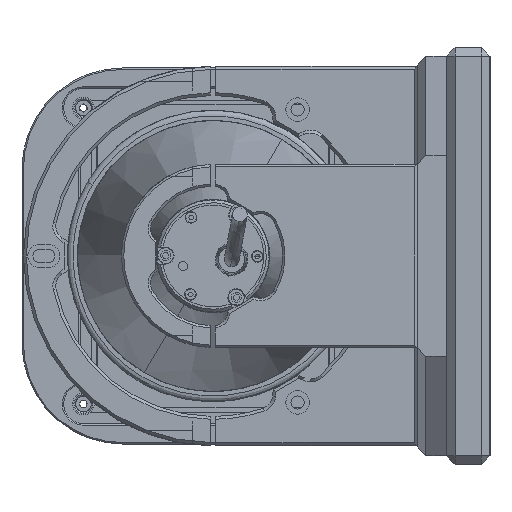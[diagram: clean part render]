
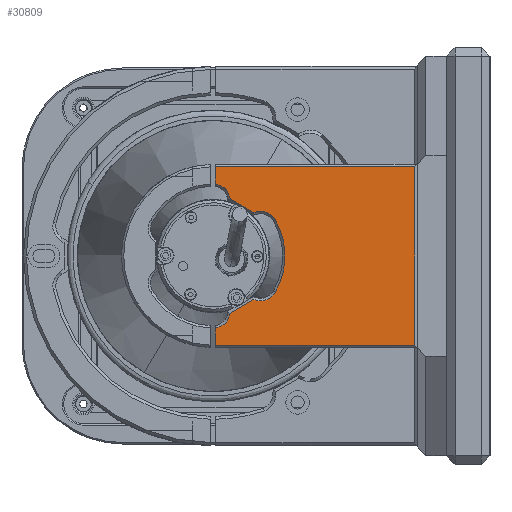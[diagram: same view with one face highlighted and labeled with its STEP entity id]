
A CAD part, left-side view. The second image highlights one B-rep face of the part: STEP entity #30809.
In plain terms, the highlighted planar face has unit normal (-1, 0, 0).
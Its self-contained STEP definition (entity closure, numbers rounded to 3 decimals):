
#344 = DIRECTION ( 'NONE',  ( 0., 0., 1. ) ) ;
#689 = DIRECTION ( 'NONE',  ( 0., 0., 1. ) ) ;
#2198 = VERTEX_POINT ( 'NONE', #32424 ) ;
#2382 = EDGE_LOOP ( 'NONE', ( #27999, #44008, #38021, #8273, #19121, #39923, #34331, #17702, #32224, #30573, #46666, #16833, #23275 ) ) ;
#2609 = DIRECTION ( 'NONE',  ( 1., 0., 0. ) ) ;
#3156 = DIRECTION ( 'NONE',  ( 0., 0., 1. ) ) ;
#3705 = CARTESIAN_POINT ( 'NONE',  ( -601.469, 80., -30.6 ) ) ;
#5580 = CARTESIAN_POINT ( 'NONE',  ( -601.469, 65.956, -14.87 ) ) ;
#6233 = AXIS2_PLACEMENT_3D ( 'NONE', #24494, #2609, #28148 ) ;
#6347 = EDGE_CURVE ( 'NONE', #26159, #32257, #12608, .T. ) ;
#7069 = CARTESIAN_POINT ( 'NONE',  ( -601.469, 79.25, 0. ) ) ;
#7925 = CARTESIAN_POINT ( 'NONE',  ( -601.469, 10.8, -30.6 ) ) ;
#8068 = CARTESIAN_POINT ( 'NONE',  ( -601.469, 74.144, 19.598 ) ) ;
#8273 = ORIENTED_EDGE ( 'NONE', *, *, #18387, .T. ) ;
#9372 = CARTESIAN_POINT ( 'NONE',  ( -601.469, 79.25, 0. ) ) ;
#9439 = DIRECTION ( 'NONE',  ( -1., 0., 0. ) ) ;
#9538 = DIRECTION ( 'NONE',  ( 1., 0., 0. ) ) ;
#10491 = CARTESIAN_POINT ( 'NONE',  ( -601.469, 80., 30.6 ) ) ;
#10739 = DIRECTION ( 'NONE',  ( 0., 0., -1. ) ) ;
#11454 = EDGE_CURVE ( 'NONE', #32753, #25703, #41159, .T. ) ;
#12248 = LINE ( 'NONE', #22606, #30523 ) ;
#12432 = AXIS2_PLACEMENT_3D ( 'NONE', #20128, #45720, #23841 ) ;
#12608 = CIRCLE ( 'NONE', #20400, 24.7 ) ;
#13913 = VERTEX_POINT ( 'NONE', #25756 ) ;
#14199 = DIRECTION ( 'NONE',  ( 0., 1., 0. ) ) ;
#14231 = LINE ( 'NONE', #7069, #23959 ) ;
#14690 = VECTOR ( 'NONE', #29928, 1000. ) ;
#14965 = CIRCLE ( 'NONE', #28493, 5.8 ) ;
#15826 = LINE ( 'NONE', #8068, #14690 ) ;
#16664 = PLANE ( 'NONE',  #32234 ) ;
#16833 = ORIENTED_EDGE ( 'NONE', *, *, #21351, .T. ) ;
#17360 = CARTESIAN_POINT ( 'NONE',  ( -601.469, 79.25, -24.663 ) ) ;
#17702 = ORIENTED_EDGE ( 'NONE', *, *, #26284, .T. ) ;
#17757 = VECTOR ( 'NONE', #34815, 1000. ) ;
#18387 = EDGE_CURVE ( 'NONE', #32257, #36170, #30613, .T. ) ;
#19121 = ORIENTED_EDGE ( 'NONE', *, *, #23713, .T. ) ;
#19711 = DIRECTION ( 'NONE',  ( 1., 0., 0. ) ) ;
#19867 = VERTEX_POINT ( 'NONE', #27044 ) ;
#20128 = CARTESIAN_POINT ( 'NONE',  ( -601.469, 79.902, -18.9 ) ) ;
#20400 = AXIS2_PLACEMENT_3D ( 'NONE', #46949, #25032, #3156 ) ;
#20552 = FACE_OUTER_BOUND ( 'NONE', #2382, .T. ) ;
#21351 = EDGE_CURVE ( 'NONE', #43285, #19867, #45884, .T. ) ;
#22077 = DIRECTION ( 'NONE',  ( 0., -1., 0. ) ) ;
#22226 = CIRCLE ( 'NONE', #42993, 5.8 ) ;
#22258 = DIRECTION ( 'NONE',  ( 1., 0., 0. ) ) ;
#22375 = LINE ( 'NONE', #9372, #32121 ) ;
#22606 = CARTESIAN_POINT ( 'NONE',  ( -601.469, 10.8, 0. ) ) ;
#23275 = ORIENTED_EDGE ( 'NONE', *, *, #24806, .T. ) ;
#23713 = EDGE_CURVE ( 'NONE', #36170, #32753, #45771, .T. ) ;
#23750 = LINE ( 'NONE', #10491, #42081 ) ;
#23841 = DIRECTION ( 'NONE',  ( 0., 0., 1. ) ) ;
#23959 = VECTOR ( 'NONE', #10739, 1000. ) ;
#24494 = CARTESIAN_POINT ( 'NONE',  ( -601.469, 79.902, 18.9 ) ) ;
#24806 = EDGE_CURVE ( 'NONE', #19867, #13913, #15826, .T. ) ;
#25032 = DIRECTION ( 'NONE',  ( 1., 0., 0. ) ) ;
#25414 = CARTESIAN_POINT ( 'NONE',  ( -601.469, 63.681, 15.335 ) ) ;
#25703 = VERTEX_POINT ( 'NONE', #17360 ) ;
#25756 = CARTESIAN_POINT ( 'NONE',  ( -601.469, 65.956, 14.87 ) ) ;
#26159 = VERTEX_POINT ( 'NONE', #28003 ) ;
#26284 = EDGE_CURVE ( 'NONE', #2198, #47389, #45235, .T. ) ;
#26786 = CARTESIAN_POINT ( 'NONE',  ( -601.469, 74.144, -19.598 ) ) ;
#27044 = CARTESIAN_POINT ( 'NONE',  ( -601.469, 74.144, 19.598 ) ) ;
#27999 = ORIENTED_EDGE ( 'NONE', *, *, #30112, .T. ) ;
#28003 = CARTESIAN_POINT ( 'NONE',  ( -601.469, 58.673, 12.461 ) ) ;
#28148 = DIRECTION ( 'NONE',  ( 0., 0., 1. ) ) ;
#28493 = AXIS2_PLACEMENT_3D ( 'NONE', #31449, #9538, #35131 ) ;
#29928 = DIRECTION ( 'NONE',  ( 0., -0.866, -0.5 ) ) ;
#30112 = EDGE_CURVE ( 'NONE', #13913, #37754, #14965, .T. ) ;
#30523 = VECTOR ( 'NONE', #689, 1000. ) ;
#30573 = ORIENTED_EDGE ( 'NONE', *, *, #47209, .T. ) ;
#30613 = CIRCLE ( 'NONE', #39774, 5.8 ) ;
#30809 = ADVANCED_FACE ( 'NONE', ( #20552 ), #16664, .T. ) ;
#31262 = DIRECTION ( 'NONE',  ( 0., 0., -1. ) ) ;
#31349 = CARTESIAN_POINT ( 'NONE',  ( -601.469, 80., 0. ) ) ;
#31449 = CARTESIAN_POINT ( 'NONE',  ( -601.469, 63.681, 9.535 ) ) ;
#32121 = VECTOR ( 'NONE', #31262, 1000. ) ;
#32224 = ORIENTED_EDGE ( 'NONE', *, *, #37198, .T. ) ;
#32234 = AXIS2_PLACEMENT_3D ( 'NONE', #31349, #9439, #35035 ) ;
#32257 = VERTEX_POINT ( 'NONE', #34062 ) ;
#32424 = CARTESIAN_POINT ( 'NONE',  ( -601.469, 79.25, -30.6 ) ) ;
#32753 = VERTEX_POINT ( 'NONE', #26786 ) ;
#33728 = VERTEX_POINT ( 'NONE', #44231 ) ;
#34062 = CARTESIAN_POINT ( 'NONE',  ( -601.469, 58.673, -12.461 ) ) ;
#34331 = ORIENTED_EDGE ( 'NONE', *, *, #35402, .T. ) ;
#34815 = DIRECTION ( 'NONE',  ( 0., 0.866, -0.5 ) ) ;
#35035 = DIRECTION ( 'NONE',  ( 0., 0., 1. ) ) ;
#35131 = DIRECTION ( 'NONE',  ( 0., 0., 1. ) ) ;
#35402 = EDGE_CURVE ( 'NONE', #25703, #2198, #14231, .T. ) ;
#35512 = VECTOR ( 'NONE', #22077, 1000. ) ;
#36170 = VERTEX_POINT ( 'NONE', #37551 ) ;
#37198 = EDGE_CURVE ( 'NONE', #47389, #45373, #12248, .T. ) ;
#37551 = CARTESIAN_POINT ( 'NONE',  ( -601.469, 65.956, -14.87 ) ) ;
#37754 = VERTEX_POINT ( 'NONE', #25414 ) ;
#38021 = ORIENTED_EDGE ( 'NONE', *, *, #6347, .T. ) ;
#38337 = CARTESIAN_POINT ( 'NONE',  ( -601.469, 10.8, 30.6 ) ) ;
#39774 = AXIS2_PLACEMENT_3D ( 'NONE', #44129, #22258, #344 ) ;
#39923 = ORIENTED_EDGE ( 'NONE', *, *, #11454, .T. ) ;
#41159 = CIRCLE ( 'NONE', #12432, 5.8 ) ;
#41683 = CARTESIAN_POINT ( 'NONE',  ( -601.469, 63.681, 9.535 ) ) ;
#42081 = VECTOR ( 'NONE', #14199, 1000. ) ;
#42993 = AXIS2_PLACEMENT_3D ( 'NONE', #41683, #19711, #45305 ) ;
#43285 = VERTEX_POINT ( 'NONE', #43834 ) ;
#43834 = CARTESIAN_POINT ( 'NONE',  ( -601.469, 79.25, 24.663 ) ) ;
#44008 = ORIENTED_EDGE ( 'NONE', *, *, #45869, .T. ) ;
#44073 = EDGE_CURVE ( 'NONE', #33728, #43285, #22375, .T. ) ;
#44129 = CARTESIAN_POINT ( 'NONE',  ( -601.469, 63.681, -9.535 ) ) ;
#44231 = CARTESIAN_POINT ( 'NONE',  ( -601.469, 79.25, 30.6 ) ) ;
#45235 = LINE ( 'NONE', #3705, #35512 ) ;
#45305 = DIRECTION ( 'NONE',  ( 0., 0., 1. ) ) ;
#45373 = VERTEX_POINT ( 'NONE', #38337 ) ;
#45720 = DIRECTION ( 'NONE',  ( 1., 0., 0. ) ) ;
#45771 = LINE ( 'NONE', #5580, #17757 ) ;
#45869 = EDGE_CURVE ( 'NONE', #37754, #26159, #22226, .T. ) ;
#45884 = CIRCLE ( 'NONE', #6233, 5.8 ) ;
#46666 = ORIENTED_EDGE ( 'NONE', *, *, #44073, .T. ) ;
#46949 = CARTESIAN_POINT ( 'NONE',  ( -601.469, 80., 0. ) ) ;
#47209 = EDGE_CURVE ( 'NONE', #45373, #33728, #23750, .T. ) ;
#47389 = VERTEX_POINT ( 'NONE', #7925 ) ;
